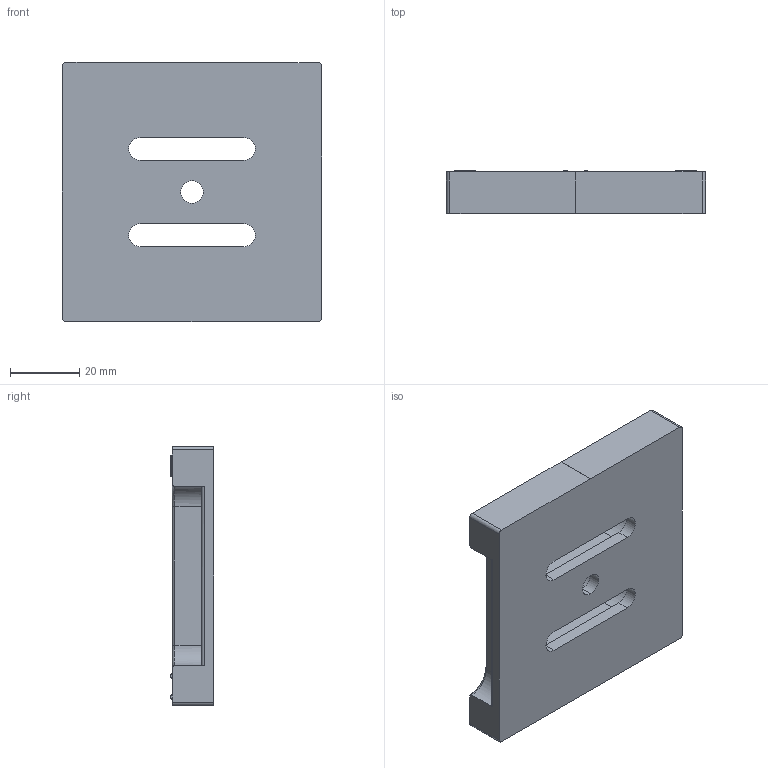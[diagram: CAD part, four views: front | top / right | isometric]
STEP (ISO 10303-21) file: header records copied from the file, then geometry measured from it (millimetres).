
FILE_DESCRIPTION (( 'STEP AP203' ), '1' );
FILE_NAME ('BPKB-75-B.STEP', '2025-10-15T02:06:03', ( '' ), ( '' ), 'SwSTEP 2.0', 'SolidWorks 2020', '' );
FILE_SCHEMA (( 'CONFIG_CONTROL_DESIGN' ));
Length unit declared in the file: millimetre
Products named in the file (1): BPKB-75-B
Bounding box: 75 x 12.5 x 75.01 mm (x, y, z)
Volume: 51199.1 mm3; surface area: 17789 mm2
Topology: 9 solids, 9 shells, 505 faces, 1304 edges, 851 vertices
Faces by surface type: plane 306, bspline 78, cylinder 68, cone 49, torus 4
Entity records: 16896 total; most frequent: CARTESIAN_POINT 5575, ORIENTED_EDGE 2608, DIRECTION 1843, EDGE_CURVE 1304, VERTEX_POINT 851, AXIS2_PLACEMENT_3D 629, VECTOR 585, LINE 585
